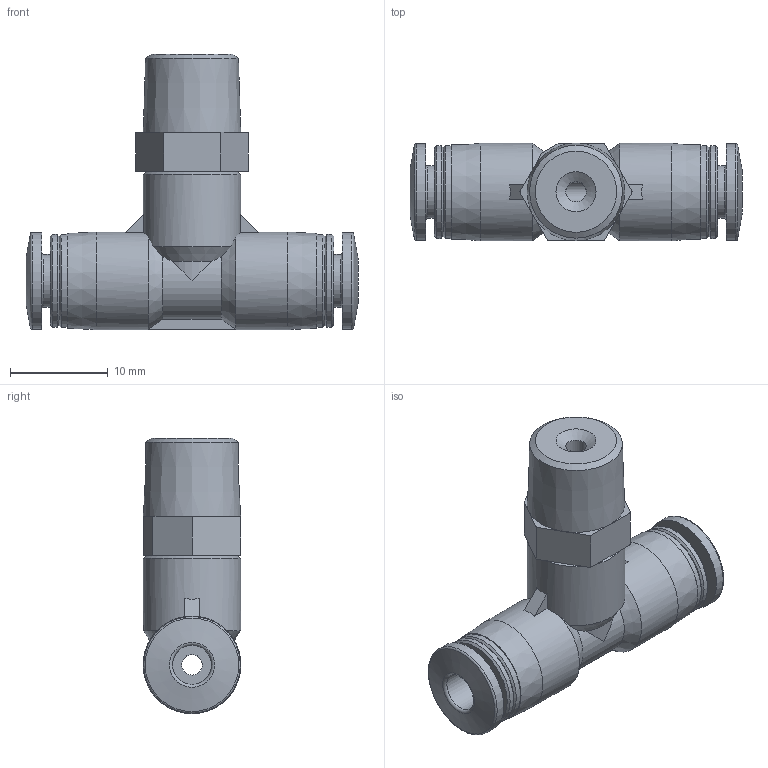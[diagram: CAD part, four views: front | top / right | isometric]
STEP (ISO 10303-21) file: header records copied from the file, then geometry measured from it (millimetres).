
FILE_DESCRIPTION(/* description */ ('STEP AP214'),/* implementation_level */ '2;1');
FILE_NAME(/* name */ '133071_NPQP-T-R18-Q4-FD-P10',/* time_stamp */ '2024-09-13T07:45:07+02:00',/* author */ ('License CC BY-ND 4.0'),/* organization */ ('CADENAS'),/* preprocessor_version */ 'ST-DEVELOPER v19.3',/* originating_system */ 'PARTsolutions',/* authorisation */ ' ');
FILE_SCHEMA (('AUTOMOTIVE_DESIGN {1 0 10303 214 3 1 1}'));
Length unit declared in the file: millimetre
Products named in the file (1): 133071 NPQP-T-R18-Q4-FD-P10
Bounding box: 34 x 10 x 28.2 mm (x, y, z)
Volume: 3360.5 mm3; surface area: 2544 mm2
Topology: 1 solids, 1 shells, 80 faces, 188 edges, 119 vertices
Faces by surface type: cone 30, plane 26, cylinder 18, torus 6
Full cylindrical faces by diameter (mm): 2.1 x2, 4 x2, 5.4 x2, 9.5 x4, 9.9 x2, 10 x2
Entity records: 2185 total; most frequent: CARTESIAN_POINT 458, DIRECTION 357, ORIENTED_EDGE 304, AXIS2_PLACEMENT_3D 160, EDGE_CURVE 152, EDGE_LOOP 127, FACE_BOUND 127, VERTEX_POINT 117
